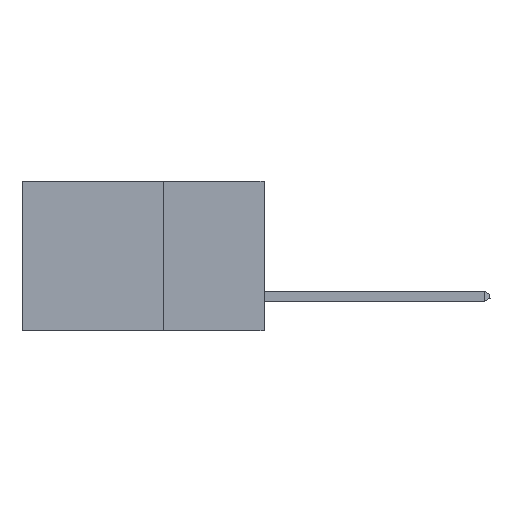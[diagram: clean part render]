
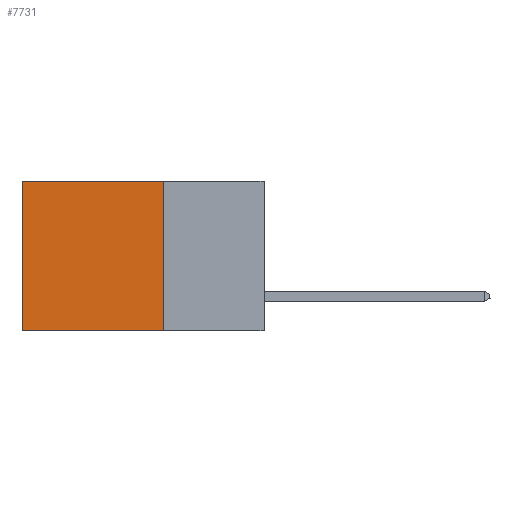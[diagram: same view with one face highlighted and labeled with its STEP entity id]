
A CAD part, left-side view. The second image highlights one B-rep face of the part: STEP entity #7731.
In plain terms, the highlighted planar face has unit normal (-1, 0, 0).
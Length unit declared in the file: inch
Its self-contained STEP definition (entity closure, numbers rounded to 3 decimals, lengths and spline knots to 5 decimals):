
#39 = EDGE_CURVE ( 'NONE', #19144, #6587, #1446, .T. ) ;
#1446 = LINE ( 'NONE', #14904, #3705 ) ;
#1541 = ORIENTED_EDGE ( 'NONE', *, *, #39, .F. ) ;
#2366 = AXIS2_PLACEMENT_3D ( 'NONE', #20188, #6160, #14231 ) ;
#2576 = DIRECTION ( 'NONE',  ( 0., 1., 0. ) ) ;
#2681 = CARTESIAN_POINT ( 'NONE',  ( 0.298, 0.6, -0.37 ) ) ;
#3705 = VECTOR ( 'NONE', #16974, 39.37008 ) ;
#4546 = CARTESIAN_POINT ( 'NONE',  ( 0.298, 0.25, 0. ) ) ;
#6160 = DIRECTION ( 'NONE',  ( 1., 0., 0. ) ) ;
#6587 = VERTEX_POINT ( 'NONE', #2681 ) ;
#7325 = FACE_OUTER_BOUND ( 'NONE', #12928, .T. ) ;
#7731 = ADVANCED_FACE ( 'NONE', ( #7325 ), #20021, .F. ) ;
#8001 = CARTESIAN_POINT ( 'NONE',  ( 0.298, 0.25, -0.37 ) ) ;
#9718 = EDGE_CURVE ( 'NONE', #25412, #19144, #14228, .T. ) ;
#10711 = CARTESIAN_POINT ( 'NONE',  ( 0.298, 0.25, 0. ) ) ;
#12928 = EDGE_LOOP ( 'NONE', ( #15469, #1541, #19178, #21696 ) ) ;
#13602 = VECTOR ( 'NONE', #20432, 39.37008 ) ;
#14228 = LINE ( 'NONE', #18405, #13602 ) ;
#14231 = DIRECTION ( 'NONE',  ( 0., 0., -1. ) ) ;
#14904 = CARTESIAN_POINT ( 'NONE',  ( 0.298, 0.25, -0.37 ) ) ;
#15469 = ORIENTED_EDGE ( 'NONE', *, *, #20064, .T. ) ;
#15828 = VERTEX_POINT ( 'NONE', #21223 ) ;
#16974 = DIRECTION ( 'NONE',  ( 0., 1., 0. ) ) ;
#18302 = VECTOR ( 'NONE', #2576, 39.37008 ) ;
#18405 = CARTESIAN_POINT ( 'NONE',  ( 0.298, 0.25, 0. ) ) ;
#19136 = VECTOR ( 'NONE', #23847, 39.37008 ) ;
#19144 = VERTEX_POINT ( 'NONE', #8001 ) ;
#19178 = ORIENTED_EDGE ( 'NONE', *, *, #9718, .F. ) ;
#20021 = PLANE ( 'NONE',  #2366 ) ;
#20064 = EDGE_CURVE ( 'NONE', #15828, #6587, #20696, .T. ) ;
#20188 = CARTESIAN_POINT ( 'NONE',  ( 0.298, 0.25, 0. ) ) ;
#20432 = DIRECTION ( 'NONE',  ( 0., 0., -1. ) ) ;
#20696 = LINE ( 'NONE', #25890, #19136 ) ;
#21223 = CARTESIAN_POINT ( 'NONE',  ( 0.298, 0.6, 0. ) ) ;
#21696 = ORIENTED_EDGE ( 'NONE', *, *, #22124, .T. ) ;
#22124 = EDGE_CURVE ( 'NONE', #25412, #15828, #22415, .T. ) ;
#22415 = LINE ( 'NONE', #4546, #18302 ) ;
#23847 = DIRECTION ( 'NONE',  ( 0., 0., -1. ) ) ;
#25412 = VERTEX_POINT ( 'NONE', #10711 ) ;
#25890 = CARTESIAN_POINT ( 'NONE',  ( 0.298, 0.6, 0. ) ) ;
